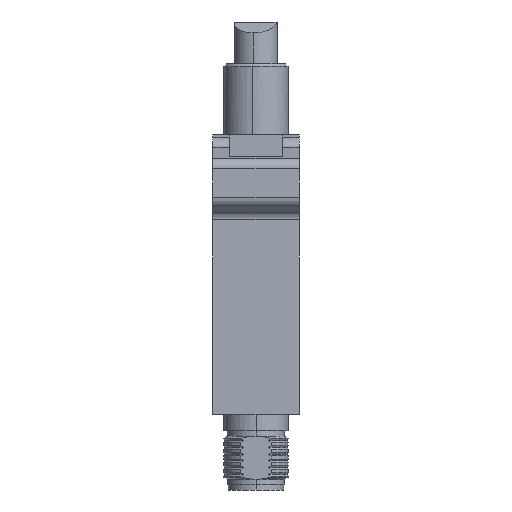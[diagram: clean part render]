
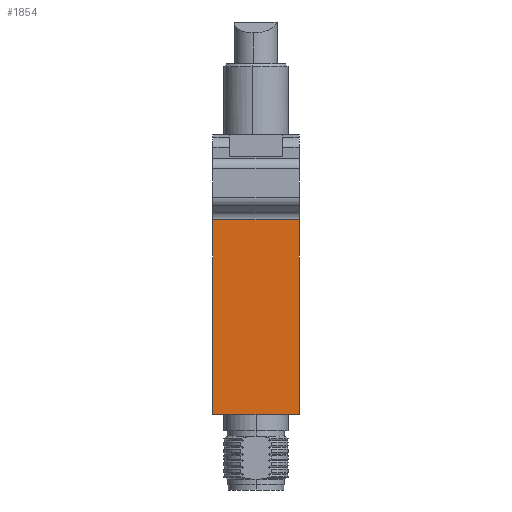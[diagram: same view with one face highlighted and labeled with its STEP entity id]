
A CAD part, left-side view. The second image highlights one B-rep face of the part: STEP entity #1854.
In plain terms, the highlighted planar face has unit normal (-1, 0, 0).
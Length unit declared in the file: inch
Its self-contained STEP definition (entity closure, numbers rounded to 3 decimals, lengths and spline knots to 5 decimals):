
#256 = EDGE_CURVE ( 'NONE', #1996, #7268, #3463, .T. ) ;
#551 = VECTOR ( 'NONE', #3758, 39.37008 ) ;
#1038 = CARTESIAN_POINT ( 'NONE',  ( -0.59055, -0.62992, -1.69291 ) ) ;
#1854 = ADVANCED_FACE ( 'NONE', ( #5782 ), #6651, .T. ) ;
#1996 = VERTEX_POINT ( 'NONE', #5123 ) ;
#2161 = ORIENTED_EDGE ( 'NONE', *, *, #5148, .T. ) ;
#2553 = EDGE_LOOP ( 'NONE', ( #3267, #7034, #3451, #2161 ) ) ;
#2634 = VECTOR ( 'NONE', #3917, 39.37008 ) ;
#3083 = VERTEX_POINT ( 'NONE', #3445 ) ;
#3208 = CARTESIAN_POINT ( 'NONE',  ( -0.59055, -0.62992, -1.69291 ) ) ;
#3256 = DIRECTION ( 'NONE',  ( 0., 0., 1. ) ) ;
#3267 = ORIENTED_EDGE ( 'NONE', *, *, #7276, .F. ) ;
#3445 = CARTESIAN_POINT ( 'NONE',  ( -0.59055, -0.62992, -0.26687 ) ) ;
#3451 = ORIENTED_EDGE ( 'NONE', *, *, #256, .T. ) ;
#3463 = LINE ( 'NONE', #7338, #2634 ) ;
#3569 = LINE ( 'NONE', #4903, #551 ) ;
#3609 = VECTOR ( 'NONE', #5615, 39.37008 ) ;
#3758 = DIRECTION ( 'NONE',  ( 0., -1., 0. ) ) ;
#3917 = DIRECTION ( 'NONE',  ( 0., 0., -1. ) ) ;
#4903 = CARTESIAN_POINT ( 'NONE',  ( -0.59055, -0.31496, -1.69291 ) ) ;
#5026 = DIRECTION ( 'NONE',  ( 0., 0., -1. ) ) ;
#5075 = VECTOR ( 'NONE', #5026, 39.37008 ) ;
#5112 = AXIS2_PLACEMENT_3D ( 'NONE', #5608, #7224, #3256 ) ;
#5123 = CARTESIAN_POINT ( 'NONE',  ( -0.59055, 0., -0.26687 ) ) ;
#5148 = EDGE_CURVE ( 'NONE', #7268, #5674, #3569, .T. ) ;
#5608 = CARTESIAN_POINT ( 'NONE',  ( -0.59055, -0.62992, -1.69291 ) ) ;
#5615 = DIRECTION ( 'NONE',  ( 0., 1., 0. ) ) ;
#5674 = VERTEX_POINT ( 'NONE', #3208 ) ;
#5782 = FACE_OUTER_BOUND ( 'NONE', #2553, .T. ) ;
#5957 = LINE ( 'NONE', #1038, #5075 ) ;
#6149 = LINE ( 'NONE', #6757, #3609 ) ;
#6233 = CARTESIAN_POINT ( 'NONE',  ( -0.59055, 0., -1.69291 ) ) ;
#6651 = PLANE ( 'NONE',  #5112 ) ;
#6757 = CARTESIAN_POINT ( 'NONE',  ( -0.59055, -0.62992, -0.26687 ) ) ;
#7034 = ORIENTED_EDGE ( 'NONE', *, *, #7074, .T. ) ;
#7074 = EDGE_CURVE ( 'NONE', #3083, #1996, #6149, .T. ) ;
#7224 = DIRECTION ( 'NONE',  ( -1., 0., 0. ) ) ;
#7268 = VERTEX_POINT ( 'NONE', #6233 ) ;
#7276 = EDGE_CURVE ( 'NONE', #3083, #5674, #5957, .T. ) ;
#7338 = CARTESIAN_POINT ( 'NONE',  ( -0.59055, 0., -1.69291 ) ) ;
